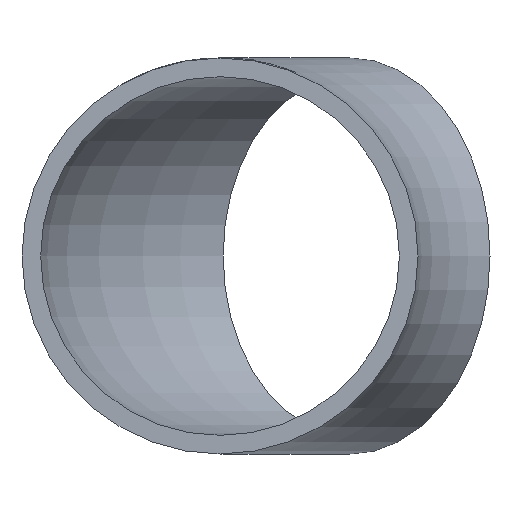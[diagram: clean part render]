
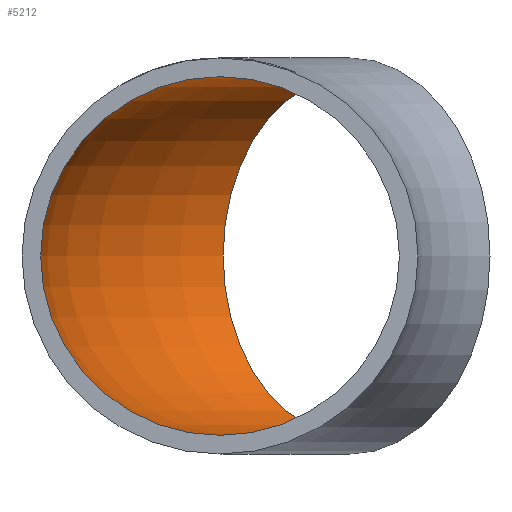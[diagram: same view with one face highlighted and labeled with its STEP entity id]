
A CAD part, front view. The second image highlights one B-rep face of the part: STEP entity #5212.
In plain terms, the highlighted toroidal (fillet/blend) face has major radius 47.5 mm and minor radius 19.2 mm.
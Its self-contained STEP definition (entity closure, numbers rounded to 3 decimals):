
#321 = CIRCLE ( 'NONE', #13123, 19.2 ) ;
#1544 = TOROIDAL_SURFACE ( 'NONE', #2757, 47.5, 19.2 ) ;
#1579 = ORIENTED_EDGE ( 'NONE', *, *, #5774, .F. ) ;
#1674 = FACE_OUTER_BOUND ( 'NONE', #14282, .T. ) ;
#2757 = AXIS2_PLACEMENT_3D ( 'NONE', #11883, #6215, #2805 ) ;
#2805 = DIRECTION ( 'NONE',  ( -1., 0., 0. ) ) ;
#2829 = EDGE_LOOP ( 'NONE', ( #11176 ) ) ;
#3257 = AXIS2_PLACEMENT_3D ( 'NONE', #9807, #13027, #7255 ) ;
#3495 = CIRCLE ( 'NONE', #3257, 19.2 ) ;
#4017 = VERTEX_POINT ( 'NONE', #12262 ) ;
#4684 = DIRECTION ( 'NONE',  ( -0.707, 0.707, 0. ) ) ;
#5154 = FACE_OUTER_BOUND ( 'NONE', #2829, .T. ) ;
#5212 = ADVANCED_FACE ( 'NONE', ( #5154, #1674 ), #1544, .F. ) ;
#5774 = EDGE_CURVE ( 'NONE', #8756, #8756, #3495, .T. ) ;
#6215 = DIRECTION ( 'NONE',  ( 0., 0., -1. ) ) ;
#6859 = DIRECTION ( 'NONE',  ( 0.707, 0.707, 0. ) ) ;
#7255 = DIRECTION ( 'NONE',  ( 0., 0., 1. ) ) ;
#8541 = CARTESIAN_POINT ( 'NONE',  ( -47.5, 0., 19.2 ) ) ;
#8756 = VERTEX_POINT ( 'NONE', #8541 ) ;
#9807 = CARTESIAN_POINT ( 'NONE',  ( -47.5, 0., 0. ) ) ;
#11176 = ORIENTED_EDGE ( 'NONE', *, *, #12422, .T. ) ;
#11625 = CARTESIAN_POINT ( 'NONE',  ( -33.588, 33.588, 0. ) ) ;
#11883 = CARTESIAN_POINT ( 'NONE',  ( 0., 0., 0. ) ) ;
#12262 = CARTESIAN_POINT ( 'NONE',  ( -47.164, 47.164, 0. ) ) ;
#12422 = EDGE_CURVE ( 'NONE', #4017, #4017, #321, .T. ) ;
#13027 = DIRECTION ( 'NONE',  ( 0., 1., 0. ) ) ;
#13123 = AXIS2_PLACEMENT_3D ( 'NONE', #11625, #6859, #4684 ) ;
#14282 = EDGE_LOOP ( 'NONE', ( #1579 ) ) ;
